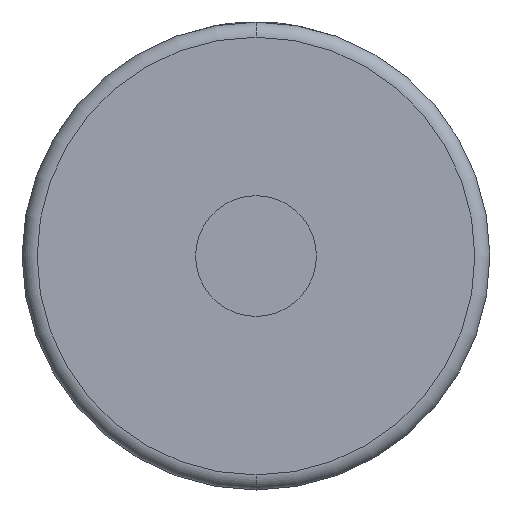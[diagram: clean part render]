
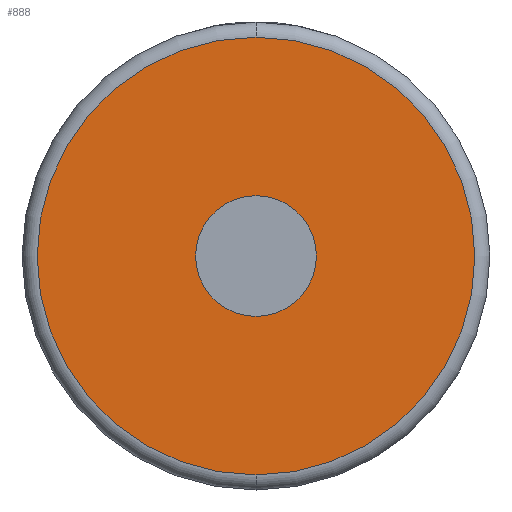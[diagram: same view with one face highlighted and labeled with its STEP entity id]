
A CAD part, front view. The second image highlights one B-rep face of the part: STEP entity #888.
In plain terms, the highlighted planar face has unit normal (0, -1, 0).
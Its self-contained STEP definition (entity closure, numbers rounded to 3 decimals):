
#94 = DIRECTION ( 'NONE',  ( 0., 1., 0. ) ) ;
#295 = CARTESIAN_POINT ( 'NONE',  ( 0., 0., 0. ) ) ;
#313 = VERTEX_POINT ( 'NONE', #486 ) ;
#375 = VERTEX_POINT ( 'NONE', #2482 ) ;
#427 = ORIENTED_EDGE ( 'NONE', *, *, #2472, .F. ) ;
#438 = DIRECTION ( 'NONE',  ( 0., -1., 0. ) ) ;
#486 = CARTESIAN_POINT ( 'NONE',  ( 0., 0., 4. ) ) ;
#501 = CARTESIAN_POINT ( 'NONE',  ( 0., 0., 0. ) ) ;
#513 = EDGE_LOOP ( 'NONE', ( #2275, #427 ) ) ;
#653 = CARTESIAN_POINT ( 'NONE',  ( 0., 0., 14.5 ) ) ;
#727 = FACE_BOUND ( 'NONE', #513, .T. ) ;
#775 = DIRECTION ( 'NONE',  ( 0., 0., 1. ) ) ;
#803 = DIRECTION ( 'NONE',  ( 0., -1., 0. ) ) ;
#826 = DIRECTION ( 'NONE',  ( 0., -1., 0. ) ) ;
#860 = CIRCLE ( 'NONE', #2220, 14.5 ) ;
#888 = ADVANCED_FACE ( 'NONE', ( #925, #727 ), #2293, .F. ) ;
#925 = FACE_OUTER_BOUND ( 'NONE', #2122, .T. ) ;
#926 = CARTESIAN_POINT ( 'NONE',  ( 0., 0., 0. ) ) ;
#969 = AXIS2_PLACEMENT_3D ( 'NONE', #295, #94, #2045 ) ;
#1165 = DIRECTION ( 'NONE',  ( 0., 0., 1. ) ) ;
#1223 = CIRCLE ( 'NONE', #3153, 4. ) ;
#1274 = CARTESIAN_POINT ( 'NONE',  ( 0., 0., 0. ) ) ;
#1286 = ORIENTED_EDGE ( 'NONE', *, *, #1366, .T. ) ;
#1312 = AXIS2_PLACEMENT_3D ( 'NONE', #926, #438, #2180 ) ;
#1366 = EDGE_CURVE ( 'NONE', #2738, #375, #860, .T. ) ;
#1400 = CIRCLE ( 'NONE', #3045, 14.5 ) ;
#1495 = CARTESIAN_POINT ( 'NONE',  ( 0., 0., -4. ) ) ;
#1786 = DIRECTION ( 'NONE',  ( 0., 0., 1. ) ) ;
#1825 = CIRCLE ( 'NONE', #1312, 4. ) ;
#2045 = DIRECTION ( 'NONE',  ( 0., 0., 1. ) ) ;
#2122 = EDGE_LOOP ( 'NONE', ( #1286, #2693 ) ) ;
#2175 = CARTESIAN_POINT ( 'NONE',  ( 0., 0., 0. ) ) ;
#2180 = DIRECTION ( 'NONE',  ( 0., 0., 1. ) ) ;
#2215 = EDGE_CURVE ( 'NONE', #313, #2377, #1825, .T. ) ;
#2220 = AXIS2_PLACEMENT_3D ( 'NONE', #501, #803, #775 ) ;
#2275 = ORIENTED_EDGE ( 'NONE', *, *, #2215, .F. ) ;
#2293 = PLANE ( 'NONE',  #969 ) ;
#2377 = VERTEX_POINT ( 'NONE', #1495 ) ;
#2378 = DIRECTION ( 'NONE',  ( 0., -1., 0. ) ) ;
#2472 = EDGE_CURVE ( 'NONE', #2377, #313, #1223, .T. ) ;
#2482 = CARTESIAN_POINT ( 'NONE',  ( 0., 0., -14.5 ) ) ;
#2693 = ORIENTED_EDGE ( 'NONE', *, *, #2747, .T. ) ;
#2738 = VERTEX_POINT ( 'NONE', #653 ) ;
#2747 = EDGE_CURVE ( 'NONE', #375, #2738, #1400, .T. ) ;
#3045 = AXIS2_PLACEMENT_3D ( 'NONE', #2175, #2378, #1165 ) ;
#3153 = AXIS2_PLACEMENT_3D ( 'NONE', #1274, #826, #1786 ) ;
